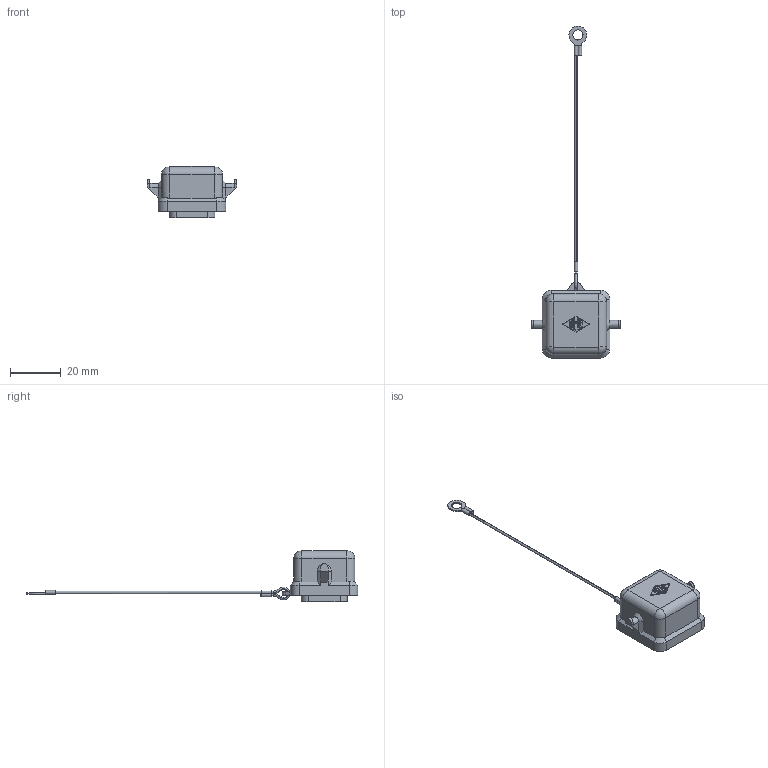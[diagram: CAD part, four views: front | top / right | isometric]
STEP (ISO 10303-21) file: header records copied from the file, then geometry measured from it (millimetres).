
FILE_DESCRIPTION(('Creo Elements/Direct Modeling STEP Export'),'2;1');
FILE_NAME('CKM 03 T1.stp','2014-01-23T15:12:51',(''),(''),'Creo Elements/Direct Modeling STEP processor for AP214 (Solid Model)','Creo Elements/Direct Modeling 18.0B 02-Dec-2011 (C) Parametric Technology GmbH','');
FILE_SCHEMA(('AUTOMOTIVE_DESIGN { 1 0 10303 214 1 1 1 1 }'));
Length unit declared in the file: millimetre
Products named in the file (3): CORDINO; CORPO; CKM_03_T1
Assembly tree (2 placements, depth 2):
  CKM_03_T1
    CORPO
    CORDINO
Bounding box: 35 x 130.25 x 20.3 mm (x, y, z)
Volume: 8221.4 mm3; surface area: 5396.5 mm2
Topology: 2 solids, 6 shells, 333 faces, 846 edges, 542 vertices
Faces by surface type: plane 165, cylinder 110, torus 38, bspline 14, cone 6
Entity records: 16116 total; most frequent: CARTESIAN_POINT 5844, ORIENTED_EDGE 1692, DIRECTION 1503, EDGE_CURVE 846, VERTEX_POINT 542, AXIS2_PLACEMENT_3D 528, VECTOR 447, LINE 447
